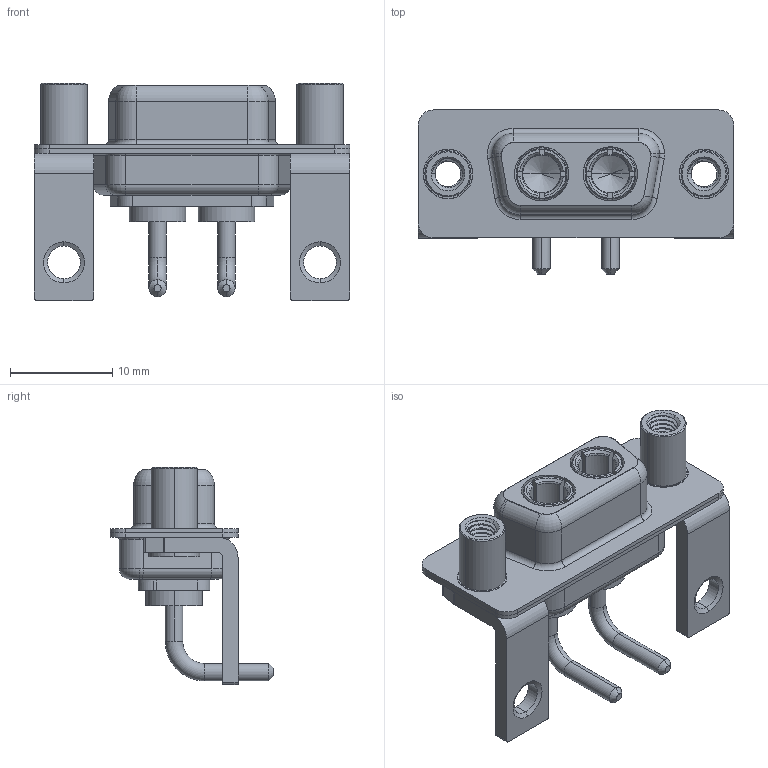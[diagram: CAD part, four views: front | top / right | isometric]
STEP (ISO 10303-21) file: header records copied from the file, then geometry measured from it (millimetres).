
FILE_DESCRIPTION (( 'STEP AP203' ), '1' );
FILE_NAME ('630-2W2-240-1TE.STEP', '2022-05-26T14:40:48', ( '' ), ( '' ), 'SwSTEP 2.0', 'SolidWorks 2020', '' );
FILE_SCHEMA (( 'CONFIG_CONTROL_DESIGN' ));
Length unit declared in the file: millimetre
Products named in the file (7): 630Combo Shell Front_09 Contacts; 630Combo Shell Rear_09 Contacts; 630Combo Stabilizer Bracket; 630Combo Housing_2W2; 630Combo Threaded Standoff_D; 630-2W2-240-1TE; Power Socket_10A RA
Assembly tree (9 placements, depth 2):
  630-2W2-240-1TE
    630Combo Housing_2W2
    630Combo Shell Front_09 Contacts
    630Combo Shell Rear_09 Contacts
    630Combo Stabilizer Bracket  x2
    630Combo Threaded Standoff_D  x2
    Power Socket_10A RA  x2
Bounding box: 30.8 x 16 x 21.2 mm (x, y, z)
Volume: 2074.8 mm3; surface area: 5216.3 mm2
Topology: 11 solids, 11 shells, 533 faces, 1367 edges, 871 vertices
Faces by surface type: cylinder 259, plane 147, torus 69, cone 50, bspline 8
Entity records: 14599 total; most frequent: CARTESIAN_POINT 4687, DIRECTION 1975, ORIENTED_EDGE 1906, EDGE_CURVE 953, AXIS2_PLACEMENT_3D 792, VERTEX_POINT 605, EDGE_LOOP 416, CIRCLE 406
